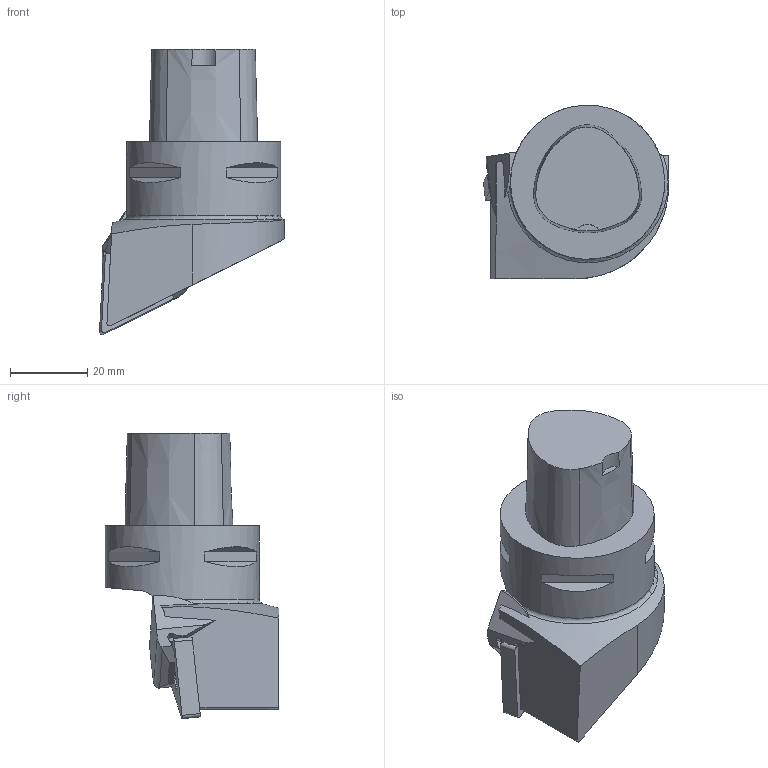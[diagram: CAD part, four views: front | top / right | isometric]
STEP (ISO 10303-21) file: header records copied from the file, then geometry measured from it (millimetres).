
FILE_DESCRIPTION(/* description */ (''),/* implementation_level */ '2;1');
FILE_NAME(/* name */ '1539251287372.stp',/* time_stamp */ '2018-10-11T15:18:33+06:00',/* author */ (''),/* organization */ ('SMS'),/* preprocessor_version */ 'ST-DEVELOPER v15',/* originating_system */ 'SIEMENS PLM Software NX 8.5',/* authorisation */ '');
FILE_SCHEMA (('AUTOMOTIVE_DESIGN { 1 0 10303 214 3 1 1 1 }'));
Length unit declared in the file: millimetre
Products named in the file (4): ASSEMBLY_CONSTRUCTION; IsoTurningInsert; 201768354mod000_00; 201768352mod000_00
Assembly tree (3 placements, depth 2):
  201768352mod000_00
    201768354mod000_00
    IsoTurningInsert
    ASSEMBLY_CONSTRUCTION
Bounding box: 48 x 45 x 74 mm (x, y, z)
Volume: 60098.5 mm3; surface area: 11362 mm2
Topology: 2 solids, 2 shells, 81 faces, 216 edges, 150 vertices
Faces by surface type: plane 53, cylinder 19, cone 7, torus 2
Full cylindrical faces by diameter (mm): 5.156 x2, 40 x1
Entity records: 2765 total; most frequent: CARTESIAN_POINT 588, DIRECTION 433, ORIENTED_EDGE 414, EDGE_CURVE 207, AXIS2_PLACEMENT_3D 156, VERTEX_POINT 139, LINE 121, VECTOR 121
